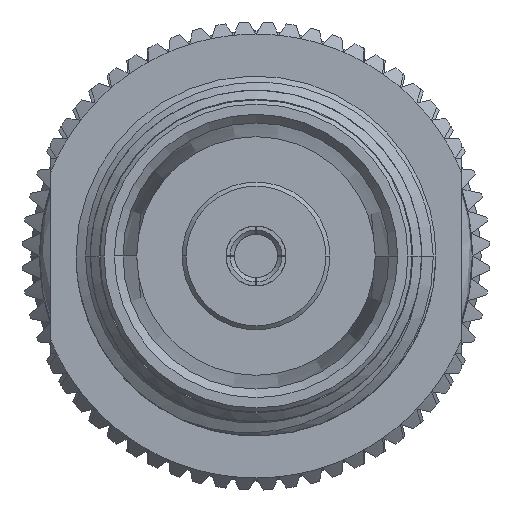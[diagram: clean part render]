
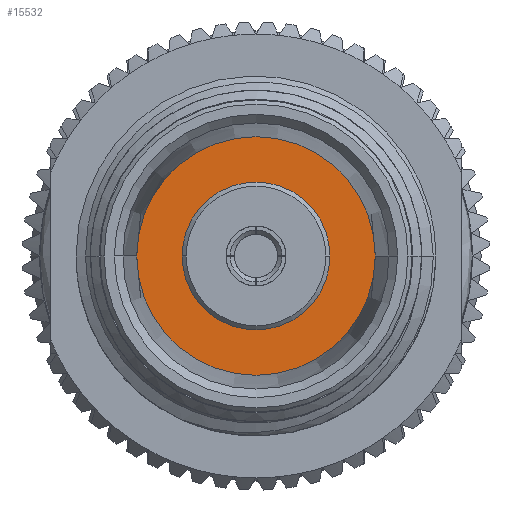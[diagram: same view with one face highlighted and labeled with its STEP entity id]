
A CAD part, left-side view. The second image highlights one B-rep face of the part: STEP entity #15532.
In plain terms, the highlighted planar face has unit normal (-1, 0, 0).
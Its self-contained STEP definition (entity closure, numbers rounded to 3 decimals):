
#431 = PLANE ( 'NONE',  #4844 ) ;
#874 = VERTEX_POINT ( 'NONE', #13541 ) ;
#1320 = CIRCLE ( 'NONE', #14539, 2.286 ) ;
#2336 = DIRECTION ( 'NONE',  ( 0., 0., 1. ) ) ;
#2749 = DIRECTION ( 'NONE',  ( 0., 0., 1. ) ) ;
#2782 = CARTESIAN_POINT ( 'NONE',  ( 8.382, 0., 0. ) ) ;
#3180 = DIRECTION ( 'NONE',  ( -1., 0., 0. ) ) ;
#3560 = VERTEX_POINT ( 'NONE', #16887 ) ;
#4001 = ORIENTED_EDGE ( 'NONE', *, *, #21535, .F. ) ;
#4418 = CARTESIAN_POINT ( 'NONE',  ( 8.382, 0., 0. ) ) ;
#4615 = CIRCLE ( 'NONE', #25774, 3.688 ) ;
#4675 = CIRCLE ( 'NONE', #26722, 2.286 ) ;
#4844 = AXIS2_PLACEMENT_3D ( 'NONE', #2782, #5135, #21839 ) ;
#5101 = CARTESIAN_POINT ( 'NONE',  ( 8.382, 0., 0. ) ) ;
#5135 = DIRECTION ( 'NONE',  ( -1., 0., 0. ) ) ;
#5616 = AXIS2_PLACEMENT_3D ( 'NONE', #5101, #15740, #9525 ) ;
#5685 = EDGE_LOOP ( 'NONE', ( #12757, #9241 ) ) ;
#7618 = VERTEX_POINT ( 'NONE', #12480 ) ;
#7912 = EDGE_LOOP ( 'NONE', ( #4001, #8885 ) ) ;
#8027 = DIRECTION ( 'NONE',  ( -1., 0., 0. ) ) ;
#8340 = EDGE_CURVE ( 'NONE', #3560, #874, #4615, .T. ) ;
#8885 = ORIENTED_EDGE ( 'NONE', *, *, #11352, .F. ) ;
#9241 = ORIENTED_EDGE ( 'NONE', *, *, #8340, .T. ) ;
#9525 = DIRECTION ( 'NONE',  ( 0., 0., 1. ) ) ;
#11121 = EDGE_CURVE ( 'NONE', #874, #3560, #11263, .T. ) ;
#11263 = CIRCLE ( 'NONE', #5616, 3.688 ) ;
#11352 = EDGE_CURVE ( 'NONE', #26738, #7618, #4675, .T. ) ;
#12480 = CARTESIAN_POINT ( 'NONE',  ( 8.382, 0., -2.286 ) ) ;
#12757 = ORIENTED_EDGE ( 'NONE', *, *, #11121, .T. ) ;
#13269 = FACE_OUTER_BOUND ( 'NONE', #5685, .T. ) ;
#13411 = FACE_BOUND ( 'NONE', #7912, .T. ) ;
#13541 = CARTESIAN_POINT ( 'NONE',  ( 8.382, 0., 3.688 ) ) ;
#14539 = AXIS2_PLACEMENT_3D ( 'NONE', #4418, #8027, #2336 ) ;
#15532 = ADVANCED_FACE ( 'NONE', ( #13411, #13269 ), #431, .T. ) ;
#15740 = DIRECTION ( 'NONE',  ( -1., 0., 0. ) ) ;
#16410 = DIRECTION ( 'NONE',  ( -1., 0., 0. ) ) ;
#16887 = CARTESIAN_POINT ( 'NONE',  ( 8.382, 0., -3.688 ) ) ;
#18476 = CARTESIAN_POINT ( 'NONE',  ( 8.382, 0., 0. ) ) ;
#20480 = CARTESIAN_POINT ( 'NONE',  ( 8.382, 0., 2.286 ) ) ;
#21535 = EDGE_CURVE ( 'NONE', #7618, #26738, #1320, .T. ) ;
#21839 = DIRECTION ( 'NONE',  ( 0., 0., 1. ) ) ;
#22092 = CARTESIAN_POINT ( 'NONE',  ( 8.382, 0., 0. ) ) ;
#25774 = AXIS2_PLACEMENT_3D ( 'NONE', #22092, #3180, #2749 ) ;
#26722 = AXIS2_PLACEMENT_3D ( 'NONE', #18476, #16410, #26890 ) ;
#26738 = VERTEX_POINT ( 'NONE', #20480 ) ;
#26890 = DIRECTION ( 'NONE',  ( 0., 0., 1. ) ) ;
